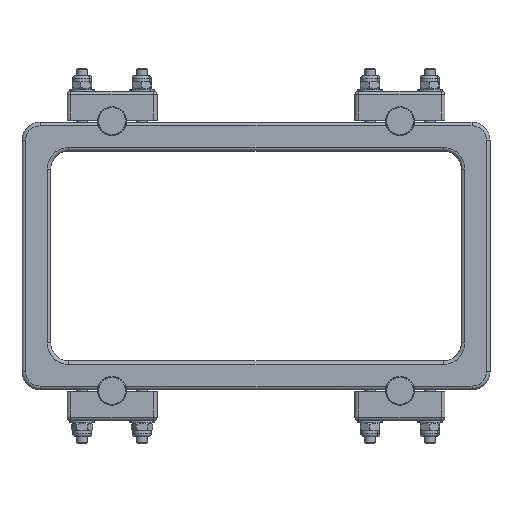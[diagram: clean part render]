
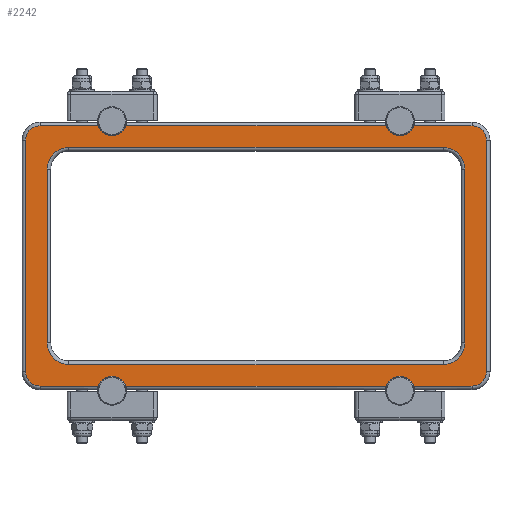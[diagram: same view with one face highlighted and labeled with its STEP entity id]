
A CAD part, top view. The second image highlights one B-rep face of the part: STEP entity #2242.
In plain terms, the highlighted planar face has unit normal (0, 0, 1).
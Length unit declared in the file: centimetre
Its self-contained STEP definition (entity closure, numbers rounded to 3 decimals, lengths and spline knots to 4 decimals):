
#395=VECTOR('',#2809,1.);
#396=VECTOR('',#2815,1.);
#397=VECTOR('',#2818,1.);
#398=VECTOR('',#2821,1.);
#399=VECTOR('',#2824,1.);
#400=VECTOR('',#2825,1.);
#401=VECTOR('',#2828,1.);
#402=VECTOR('',#2833,1.);
#499=LINE('',#3612,#395);
#500=LINE('',#3619,#396);
#501=LINE('',#3623,#397);
#502=LINE('',#3627,#398);
#503=LINE('',#3631,#399);
#504=LINE('',#3632,#400);
#505=LINE('',#3636,#401);
#506=LINE('',#3641,#402);
#593=PLANE('',#2414);
#678=VERTEX_POINT('',#3478);
#679=VERTEX_POINT('',#3480);
#680=VERTEX_POINT('',#3497);
#681=VERTEX_POINT('',#3498);
#684=VERTEX_POINT('',#3533);
#685=VERTEX_POINT('',#3534);
#689=VERTEX_POINT('',#3584);
#690=VERTEX_POINT('',#3586);
#696=VERTEX_POINT('',#3611);
#697=VERTEX_POINT('',#3613);
#698=VERTEX_POINT('',#3617);
#699=VERTEX_POINT('',#3618);
#700=VERTEX_POINT('',#3620);
#701=VERTEX_POINT('',#3622);
#702=VERTEX_POINT('',#3624);
#703=VERTEX_POINT('',#3626);
#704=VERTEX_POINT('',#3628);
#705=VERTEX_POINT('',#3630);
#706=VERTEX_POINT('',#3633);
#707=VERTEX_POINT('',#3635);
#708=VERTEX_POINT('',#3637);
#709=VERTEX_POINT('',#3640);
#710=VERTEX_POINT('',#3642);
#711=VERTEX_POINT('',#3644);
#854=CIRCLE('',#2401,0.4);
#855=CIRCLE('',#2403,0.4);
#857=CIRCLE('',#2406,0.4);
#860=CIRCLE('',#2410,0.4);
#863=CIRCLE('',#2415,0.6);
#864=CIRCLE('',#2416,0.6);
#865=CIRCLE('',#2417,0.6);
#866=CIRCLE('',#2418,0.6);
#867=CIRCLE('',#2419,0.4);
#868=CIRCLE('',#2420,0.4);
#869=CIRCLE('',#2421,0.4);
#870=CIRCLE('',#2422,0.4);
#1011=EDGE_CURVE('',#679,#678,#854,.T.);
#1013=EDGE_CURVE('',#680,#681,#855,.T.);
#1018=EDGE_CURVE('',#684,#685,#857,.T.);
#1025=EDGE_CURVE('',#690,#689,#860,.T.);
#1035=EDGE_CURVE('',#696,#685,#499,.T.);
#1036=EDGE_CURVE('',#680,#697,#499,.T.);
#1038=EDGE_CURVE('',#698,#699,#863,.T.);
#1039=EDGE_CURVE('',#700,#698,#500,.T.);
#1040=EDGE_CURVE('',#701,#700,#864,.T.);
#1041=EDGE_CURVE('',#702,#701,#501,.T.);
#1042=EDGE_CURVE('',#703,#702,#865,.T.);
#1043=EDGE_CURVE('',#704,#703,#502,.T.);
#1044=EDGE_CURVE('',#705,#704,#866,.T.);
#1045=EDGE_CURVE('',#699,#705,#503,.T.);
#1046=EDGE_CURVE('',#706,#678,#504,.T.);
#1047=EDGE_CURVE('',#707,#706,#867,.T.);
#1048=EDGE_CURVE('',#708,#707,#505,.T.);
#1049=EDGE_CURVE('',#697,#708,#868,.T.);
#1050=EDGE_CURVE('',#684,#681,#499,.T.);
#1051=EDGE_CURVE('',#709,#696,#869,.T.);
#1052=EDGE_CURVE('',#710,#709,#506,.T.);
#1053=EDGE_CURVE('',#711,#710,#870,.T.);
#1054=EDGE_CURVE('',#690,#711,#504,.T.);
#1055=EDGE_CURVE('',#679,#689,#504,.T.);
#1362=ORIENTED_EDGE('',*,*,#1038,.F.);
#1363=ORIENTED_EDGE('',*,*,#1039,.F.);
#1364=ORIENTED_EDGE('',*,*,#1040,.F.);
#1365=ORIENTED_EDGE('',*,*,#1041,.F.);
#1366=ORIENTED_EDGE('',*,*,#1042,.F.);
#1367=ORIENTED_EDGE('',*,*,#1043,.F.);
#1368=ORIENTED_EDGE('',*,*,#1044,.F.);
#1369=ORIENTED_EDGE('',*,*,#1045,.F.);
#1370=ORIENTED_EDGE('',*,*,#1011,.T.);
#1371=ORIENTED_EDGE('',*,*,#1046,.F.);
#1372=ORIENTED_EDGE('',*,*,#1047,.F.);
#1373=ORIENTED_EDGE('',*,*,#1048,.F.);
#1374=ORIENTED_EDGE('',*,*,#1049,.F.);
#1375=ORIENTED_EDGE('',*,*,#1036,.F.);
#1376=ORIENTED_EDGE('',*,*,#1013,.T.);
#1377=ORIENTED_EDGE('',*,*,#1050,.F.);
#1378=ORIENTED_EDGE('',*,*,#1018,.T.);
#1379=ORIENTED_EDGE('',*,*,#1035,.F.);
#1380=ORIENTED_EDGE('',*,*,#1051,.F.);
#1381=ORIENTED_EDGE('',*,*,#1052,.F.);
#1382=ORIENTED_EDGE('',*,*,#1053,.F.);
#1383=ORIENTED_EDGE('',*,*,#1054,.F.);
#1384=ORIENTED_EDGE('',*,*,#1025,.T.);
#1385=ORIENTED_EDGE('',*,*,#1055,.F.);
#1886=EDGE_LOOP('',(#1362,#1363,#1364,#1365,#1366,#1367,#1368,#1369));
#1887=EDGE_LOOP('',(#1370,#1371,#1372,#1373,#1374,#1375,#1376,#1377,#1378,
#1379,#1380,#1381,#1382,#1383,#1384,#1385));
#2083=FACE_BOUND('',#1886,.T.);
#2084=FACE_BOUND('',#1887,.T.);
#2242=ADVANCED_FACE('',(#2083,#2084),#593,.T.);
#2401=AXIS2_PLACEMENT_3D('',#3479,#2780,#2781);
#2403=AXIS2_PLACEMENT_3D('',#3496,#2784,#2785);
#2406=AXIS2_PLACEMENT_3D('',#3532,#2791,#2792);
#2410=AXIS2_PLACEMENT_3D('',#3585,#2800,#2801);
#2414=AXIS2_PLACEMENT_3D('',#3615,#2812,$);
#2415=AXIS2_PLACEMENT_3D('',#3616,#2813,#2814);
#2416=AXIS2_PLACEMENT_3D('',#3621,#2816,#2817);
#2417=AXIS2_PLACEMENT_3D('',#3625,#2819,#2820);
#2418=AXIS2_PLACEMENT_3D('',#3629,#2822,#2823);
#2419=AXIS2_PLACEMENT_3D('',#3634,#2826,#2827);
#2420=AXIS2_PLACEMENT_3D('',#3638,#2829,#2830);
#2421=AXIS2_PLACEMENT_3D('',#3639,#2831,#2832);
#2422=AXIS2_PLACEMENT_3D('',#3643,#2834,#2835);
#2780=DIRECTION('',(0.,0.,-1.));
#2781=DIRECTION('',(-0.4,0.,0.));
#2784=DIRECTION('',(0.,0.,-1.));
#2785=DIRECTION('',(-0.4,0.,0.));
#2791=DIRECTION('',(0.,0.,-1.));
#2792=DIRECTION('',(-0.4,0.,0.));
#2800=DIRECTION('',(0.,0.,-1.));
#2801=DIRECTION('',(-0.4,0.,0.));
#2809=DIRECTION('',(-1.,0.,0.));
#2812=DIRECTION('',(0.,0.,1.));
#2813=DIRECTION('',(0.,0.,1.));
#2814=DIRECTION('',(-0.424,-0.424,0.));
#2815=DIRECTION('',(0.,-1.,0.));
#2816=DIRECTION('',(0.,0.,1.));
#2817=DIRECTION('',(-0.424,0.424,0.));
#2818=DIRECTION('',(-1.,0.,0.));
#2819=DIRECTION('',(0.,0.,1.));
#2820=DIRECTION('',(0.424,0.424,0.));
#2821=DIRECTION('',(0.,1.,0.));
#2822=DIRECTION('',(0.,0.,1.));
#2823=DIRECTION('',(0.424,-0.424,0.));
#2824=DIRECTION('',(1.,0.,0.));
#2825=DIRECTION('',(1.,0.,0.));
#2826=DIRECTION('',(0.,0.,-1.));
#2827=DIRECTION('',(-0.283,0.283,0.));
#2828=DIRECTION('',(0.,1.,0.));
#2829=DIRECTION('',(0.,0.,-1.));
#2830=DIRECTION('',(-0.283,-0.283,0.));
#2831=DIRECTION('',(0.,0.,-1.));
#2832=DIRECTION('',(0.283,-0.283,0.));
#2833=DIRECTION('',(0.,-1.,0.));
#2834=DIRECTION('',(0.,0.,-1.));
#2835=DIRECTION('',(0.283,0.283,0.));
#3478=CARTESIAN_POINT('',(2.1217,7.33,1.2));
#3479=CARTESIAN_POINT('',(2.5,7.46,1.2));
#3480=CARTESIAN_POINT('',(2.8783,7.33,1.2));
#3496=CARTESIAN_POINT('',(2.5,-0.03,1.2));
#3497=CARTESIAN_POINT('',(2.1217,0.1,1.2));
#3498=CARTESIAN_POINT('',(2.8783,0.1,1.2));
#3532=CARTESIAN_POINT('',(10.5,-0.03,1.2));
#3533=CARTESIAN_POINT('',(10.1217,0.1,1.2));
#3534=CARTESIAN_POINT('',(10.8783,0.1,1.2));
#3584=CARTESIAN_POINT('',(10.1217,7.33,1.2));
#3585=CARTESIAN_POINT('',(10.5,7.46,1.2));
#3586=CARTESIAN_POINT('',(10.8783,7.33,1.2));
#3611=CARTESIAN_POINT('',(12.5,0.1,1.2));
#3612=CARTESIAN_POINT('',(6.5,0.1,1.2));
#3613=CARTESIAN_POINT('',(0.5,0.1,1.2));
#3615=CARTESIAN_POINT('',(6.5,3.715,1.2));
#3616=CARTESIAN_POINT('',(1.3,1.3,1.2));
#3617=CARTESIAN_POINT('',(0.7,1.3,1.2));
#3618=CARTESIAN_POINT('',(1.3,0.7,1.2));
#3619=CARTESIAN_POINT('',(0.7,3.715,1.2));
#3620=CARTESIAN_POINT('',(0.7,6.13,1.2));
#3621=CARTESIAN_POINT('',(1.3,6.13,1.2));
#3622=CARTESIAN_POINT('',(1.3,6.73,1.2));
#3623=CARTESIAN_POINT('',(6.5,6.73,1.2));
#3624=CARTESIAN_POINT('',(11.7,6.73,1.2));
#3625=CARTESIAN_POINT('',(11.7,6.13,1.2));
#3626=CARTESIAN_POINT('',(12.3,6.13,1.2));
#3627=CARTESIAN_POINT('',(12.3,3.715,1.2));
#3628=CARTESIAN_POINT('',(12.3,1.3,1.2));
#3629=CARTESIAN_POINT('',(11.7,1.3,1.2));
#3630=CARTESIAN_POINT('',(11.7,0.7,1.2));
#3631=CARTESIAN_POINT('',(6.5,0.7,1.2));
#3632=CARTESIAN_POINT('',(6.5,7.33,1.2));
#3633=CARTESIAN_POINT('',(0.5,7.33,1.2));
#3634=CARTESIAN_POINT('',(0.5,6.93,1.2));
#3635=CARTESIAN_POINT('',(0.1,6.93,1.2));
#3636=CARTESIAN_POINT('',(0.1,3.715,1.2));
#3637=CARTESIAN_POINT('',(0.1,0.5,1.2));
#3638=CARTESIAN_POINT('',(0.5,0.5,1.2));
#3639=CARTESIAN_POINT('',(12.5,0.5,1.2));
#3640=CARTESIAN_POINT('',(12.9,0.5,1.2));
#3641=CARTESIAN_POINT('',(12.9,3.715,1.2));
#3642=CARTESIAN_POINT('',(12.9,6.93,1.2));
#3643=CARTESIAN_POINT('',(12.5,6.93,1.2));
#3644=CARTESIAN_POINT('',(12.5,7.33,1.2));
